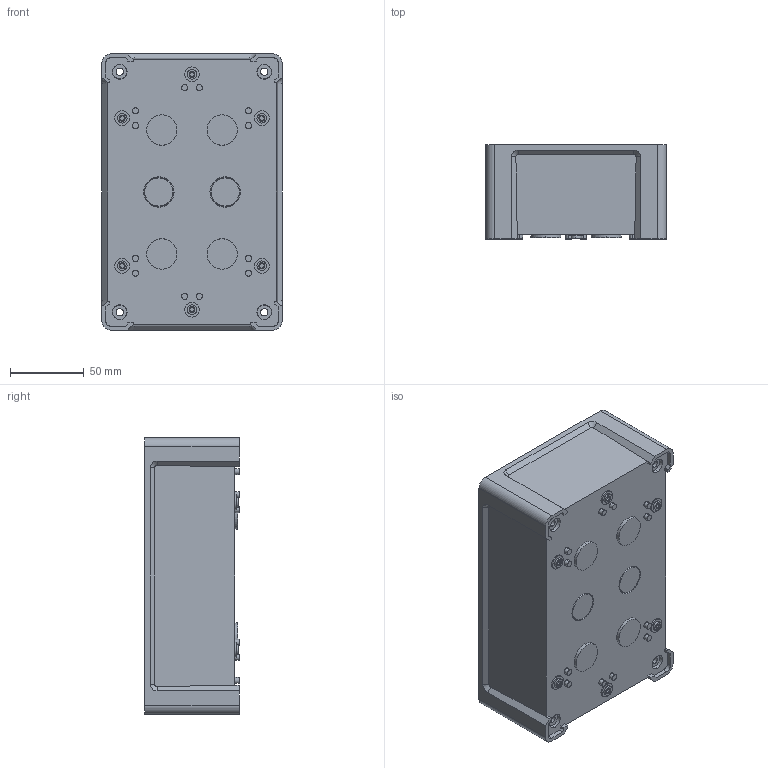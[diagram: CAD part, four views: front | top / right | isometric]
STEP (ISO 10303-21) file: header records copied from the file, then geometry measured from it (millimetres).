
FILE_DESCRIPTION (( 'STEP AP214' ), '1' );
FILE_NAME ('FIBOX TEMPO 1912 Base.STEP', '2006-11-28T13:49:41', ( 'JuhaniH' ), ( 'Fibox Oy' ), 'SwSTEP 2.0', 'SolidWorks 2006233', '' );
FILE_SCHEMA (( 'AUTOMOTIVE_DESIGN' ));
Length unit declared in the file: millimetre
Products named in the file (1): FIBOX TEMPO 1912 Base
Bounding box: 122.2 x 63.9 x 187.2 mm (x, y, z)
Volume: 214018.8 mm3; surface area: 132774 mm2
Topology: 1 solids, 1 shells, 535 faces, 1250 edges, 824 vertices
Faces by surface type: plane 253, cone 234, cylinder 48
Entity records: 16251 total; most frequent: CARTESIAN_POINT 2826, DIRECTION 2798, ORIENTED_EDGE 2500, EDGE_CURVE 1250, AXIS2_PLACEMENT_3D 1072, VERTEX_POINT 824, VECTOR 654, LINE 654
